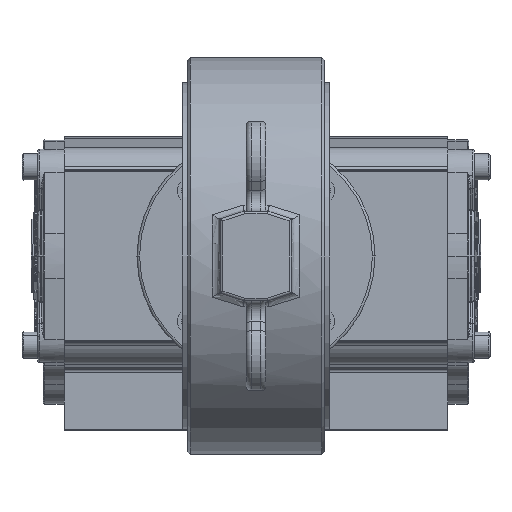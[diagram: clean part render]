
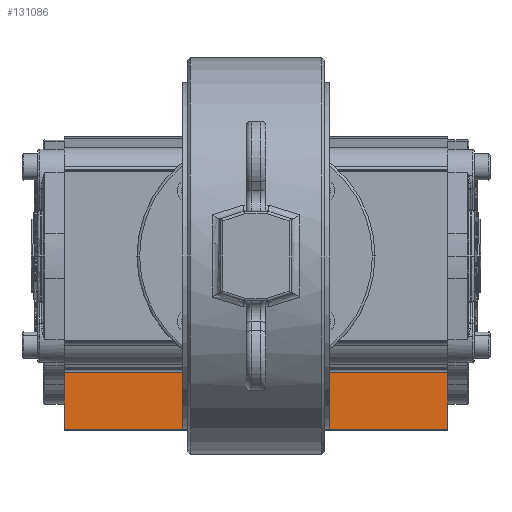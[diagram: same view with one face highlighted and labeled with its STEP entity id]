
A CAD part, front view. The second image highlights one B-rep face of the part: STEP entity #131086.
In plain terms, the highlighted planar face has unit normal (0, -1, 0).
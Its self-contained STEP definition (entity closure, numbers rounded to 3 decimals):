
#4334 = EDGE_LOOP ( 'NONE', ( #232148, #152987, #146251, #9554 ) ) ;
#4476 = DIRECTION ( 'NONE',  ( 0., -1., 0. ) ) ;
#6366 = CARTESIAN_POINT ( 'NONE',  ( 72.773, -34.5, -65.5 ) ) ;
#7947 = CARTESIAN_POINT ( 'NONE',  ( 72.773, -34.5, -34.607 ) ) ;
#9554 = ORIENTED_EDGE ( 'NONE', *, *, #212729, .T. ) ;
#15752 = CARTESIAN_POINT ( 'NONE',  ( 0.323, -34.5, -44.111 ) ) ;
#24594 = VECTOR ( 'NONE', #171594, 1000. ) ;
#25373 = CARTESIAN_POINT ( 'NONE',  ( 0.323, -34.5, -65.5 ) ) ;
#30824 = VERTEX_POINT ( 'NONE', #193863 ) ;
#40477 = CARTESIAN_POINT ( 'NONE',  ( 0.323, -34.5, 0. ) ) ;
#46559 = VECTOR ( 'NONE', #109493, 1000. ) ;
#58460 = PLANE ( 'NONE',  #109912 ) ;
#64468 = CARTESIAN_POINT ( 'NONE',  ( -72.127, -34.5, -65.5 ) ) ;
#80608 = LINE ( 'NONE', #25373, #24594 ) ;
#81628 = VECTOR ( 'NONE', #114738, 1000. ) ;
#82319 = LINE ( 'NONE', #7947, #81628 ) ;
#109493 = DIRECTION ( 'NONE',  ( 0., 0., -1. ) ) ;
#109912 = AXIS2_PLACEMENT_3D ( 'NONE', #40477, #4476, #113623 ) ;
#112802 = LINE ( 'NONE', #15752, #185766 ) ;
#113623 = DIRECTION ( 'NONE',  ( 1., 0., 0. ) ) ;
#114738 = DIRECTION ( 'NONE',  ( 0., 0., 1. ) ) ;
#118153 = VERTEX_POINT ( 'NONE', #6366 ) ;
#126284 = CARTESIAN_POINT ( 'NONE',  ( -72.127, -34.5, -40.906 ) ) ;
#128408 = DIRECTION ( 'NONE',  ( -1., 0., 0. ) ) ;
#131086 = ADVANCED_FACE ( 'NONE', ( #227197 ), #58460, .T. ) ;
#146251 = ORIENTED_EDGE ( 'NONE', *, *, #199825, .T. ) ;
#152987 = ORIENTED_EDGE ( 'NONE', *, *, #209179, .T. ) ;
#157482 = VERTEX_POINT ( 'NONE', #64468 ) ;
#160496 = EDGE_CURVE ( 'NONE', #157482, #118153, #80608, .T. ) ;
#166396 = VERTEX_POINT ( 'NONE', #236951 ) ;
#171594 = DIRECTION ( 'NONE',  ( 1., 0., 0. ) ) ;
#184817 = LINE ( 'NONE', #126284, #46559 ) ;
#185766 = VECTOR ( 'NONE', #128408, 1000. ) ;
#193863 = CARTESIAN_POINT ( 'NONE',  ( -72.127, -34.5, -44.111 ) ) ;
#199825 = EDGE_CURVE ( 'NONE', #166396, #30824, #112802, .T. ) ;
#209179 = EDGE_CURVE ( 'NONE', #118153, #166396, #82319, .T. ) ;
#212729 = EDGE_CURVE ( 'NONE', #30824, #157482, #184817, .T. ) ;
#227197 = FACE_OUTER_BOUND ( 'NONE', #4334, .T. ) ;
#232148 = ORIENTED_EDGE ( 'NONE', *, *, #160496, .T. ) ;
#236951 = CARTESIAN_POINT ( 'NONE',  ( 72.773, -34.5, -44.111 ) ) ;
